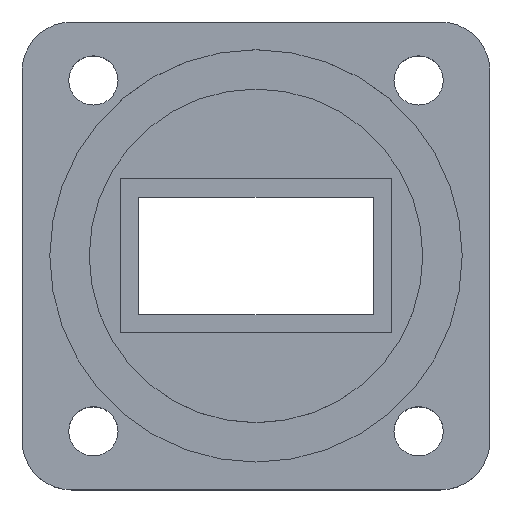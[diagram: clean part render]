
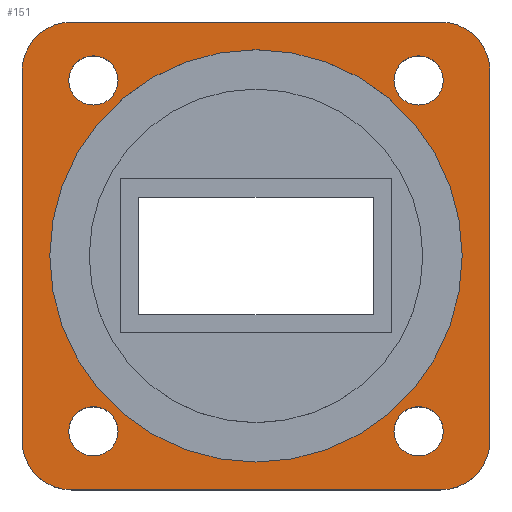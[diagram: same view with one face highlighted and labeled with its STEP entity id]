
A CAD part, top view. The second image highlights one B-rep face of the part: STEP entity #151.
In plain terms, the highlighted planar face has unit normal (0, 0, 1).
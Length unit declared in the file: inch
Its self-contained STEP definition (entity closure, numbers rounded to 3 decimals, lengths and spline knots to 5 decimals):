
#2 = CARTESIAN_POINT ( 'NONE',  ( -0.52008, 0.56102, 0. ) ) ;
#13 = DIRECTION ( 'NONE',  ( 0., 0., 1. ) ) ;
#20 = CARTESIAN_POINT ( 'NONE',  ( 0.59882, 0.56102, 0. ) ) ;
#23 = ORIENTED_EDGE ( 'NONE', *, *, #744, .T. ) ;
#24 = DIRECTION ( 'NONE',  ( 0., 0., 1. ) ) ;
#35 = ORIENTED_EDGE ( 'NONE', *, *, #548, .F. ) ;
#45 = LINE ( 'NONE', #178, #343 ) ;
#50 = AXIS2_PLACEMENT_3D ( 'NONE', #2, #333, #632 ) ;
#52 = ORIENTED_EDGE ( 'NONE', *, *, #490, .T. ) ;
#60 = VERTEX_POINT ( 'NONE', #537 ) ;
#69 = CARTESIAN_POINT ( 'NONE',  ( -0.44134, 0.56102, 0. ) ) ;
#72 = DIRECTION ( 'NONE',  ( -1., 0., 0. ) ) ;
#80 = VERTEX_POINT ( 'NONE', #264 ) ;
#86 = CARTESIAN_POINT ( 'NONE',  ( 0.74803, -0.59055, 0. ) ) ;
#99 = ORIENTED_EDGE ( 'NONE', *, *, #195, .F. ) ;
#106 = CIRCLE ( 'NONE', #543, 0.15748 ) ;
#116 = CARTESIAN_POINT ( 'NONE',  ( 0.52008, -0.56102, 0. ) ) ;
#118 = DIRECTION ( 'NONE',  ( 0., 0., 1. ) ) ;
#119 = EDGE_CURVE ( 'NONE', #621, #266, #721, .T. ) ;
#122 = EDGE_LOOP ( 'NONE', ( #99 ) ) ;
#126 = DIRECTION ( 'NONE',  ( -1., 0., 0. ) ) ;
#129 = CARTESIAN_POINT ( 'NONE',  ( -0.59055, 0.74803, 0. ) ) ;
#132 = DIRECTION ( 'NONE',  ( -1., 0., 0. ) ) ;
#134 = CARTESIAN_POINT ( 'NONE',  ( -0.74803, -0.74803, 0. ) ) ;
#135 = EDGE_CURVE ( 'NONE', #266, #732, #106, .T. ) ;
#136 = VERTEX_POINT ( 'NONE', #326 ) ;
#147 = CIRCLE ( 'NONE', #221, 0.07874 ) ;
#151 = ADVANCED_FACE ( 'NONE', ( #236, #289, #648, #172, #777, #300 ), #364, .F. ) ;
#170 = ORIENTED_EDGE ( 'NONE', *, *, #560, .T. ) ;
#172 = FACE_BOUND ( 'NONE', #122, .T. ) ;
#173 = CARTESIAN_POINT ( 'NONE',  ( -0.52008, -0.56102, 0. ) ) ;
#178 = CARTESIAN_POINT ( 'NONE',  ( 0.74803, -0.74803, 0. ) ) ;
#186 = LINE ( 'NONE', #658, #736 ) ;
#188 = DIRECTION ( 'NONE',  ( 0., 0., -1. ) ) ;
#190 = ORIENTED_EDGE ( 'NONE', *, *, #135, .T. ) ;
#194 = ORIENTED_EDGE ( 'NONE', *, *, #374, .T. ) ;
#195 = EDGE_CURVE ( 'NONE', #202, #202, #476, .T. ) ;
#202 = VERTEX_POINT ( 'NONE', #20 ) ;
#207 = EDGE_CURVE ( 'NONE', #60, #569, #544, .T. ) ;
#219 = VERTEX_POINT ( 'NONE', #129 ) ;
#221 = AXIS2_PLACEMENT_3D ( 'NONE', #116, #351, #531 ) ;
#236 = FACE_BOUND ( 'NONE', #752, .T. ) ;
#242 = CARTESIAN_POINT ( 'NONE',  ( 0., 0., 0. ) ) ;
#259 = CIRCLE ( 'NONE', #50, 0.07874 ) ;
#263 = VERTEX_POINT ( 'NONE', #559 ) ;
#264 = CARTESIAN_POINT ( 'NONE',  ( -0.44134, -0.56102, 0. ) ) ;
#266 = VERTEX_POINT ( 'NONE', #729 ) ;
#277 = AXIS2_PLACEMENT_3D ( 'NONE', #599, #478, #652 ) ;
#279 = EDGE_CURVE ( 'NONE', #732, #60, #614, .T. ) ;
#281 = AXIS2_PLACEMENT_3D ( 'NONE', #624, #24, #564 ) ;
#285 = CARTESIAN_POINT ( 'NONE',  ( -0.59055, 0.59055, 0. ) ) ;
#289 = FACE_BOUND ( 'NONE', #719, .T. ) ;
#300 = FACE_OUTER_BOUND ( 'NONE', #331, .T. ) ;
#304 = DIRECTION ( 'NONE',  ( -1., 0., 0. ) ) ;
#311 = EDGE_LOOP ( 'NONE', ( #448 ) ) ;
#318 = CARTESIAN_POINT ( 'NONE',  ( 0.65945, 0., 0. ) ) ;
#322 = AXIS2_PLACEMENT_3D ( 'NONE', #285, #13, #72 ) ;
#323 = CIRCLE ( 'NONE', #356, 0.07874 ) ;
#326 = CARTESIAN_POINT ( 'NONE',  ( 0.59882, -0.56102, 0. ) ) ;
#330 = DIRECTION ( 'NONE',  ( 0., 0., 1. ) ) ;
#331 = EDGE_LOOP ( 'NONE', ( #52, #23, #749, #190, #516, #485, #194, #170 ) ) ;
#333 = DIRECTION ( 'NONE',  ( 0., 0., 1. ) ) ;
#336 = VERTEX_POINT ( 'NONE', #555 ) ;
#342 = ORIENTED_EDGE ( 'NONE', *, *, #638, .F. ) ;
#343 = VECTOR ( 'NONE', #776, 39.37008 ) ;
#347 = CARTESIAN_POINT ( 'NONE',  ( -0.59055, -0.59055, 0. ) ) ;
#350 = CARTESIAN_POINT ( 'NONE',  ( 0.59055, -0.59055, 0. ) ) ;
#351 = DIRECTION ( 'NONE',  ( 0., 0., 1. ) ) ;
#354 = DIRECTION ( 'NONE',  ( -1., 0., 0. ) ) ;
#356 = AXIS2_PLACEMENT_3D ( 'NONE', #173, #597, #412 ) ;
#364 = PLANE ( 'NONE',  #540 ) ;
#374 = EDGE_CURVE ( 'NONE', #569, #263, #45, .T. ) ;
#381 = AXIS2_PLACEMENT_3D ( 'NONE', #695, #330, #501 ) ;
#382 = VERTEX_POINT ( 'NONE', #69 ) ;
#383 = CIRCLE ( 'NONE', #322, 0.15748 ) ;
#384 = VECTOR ( 'NONE', #498, 39.37008 ) ;
#412 = DIRECTION ( 'NONE',  ( 1., 0., 0. ) ) ;
#415 = CARTESIAN_POINT ( 'NONE',  ( -0.59055, -0.74803, 0. ) ) ;
#434 = VERTEX_POINT ( 'NONE', #318 ) ;
#439 = VECTOR ( 'NONE', #529, 39.37008 ) ;
#441 = CIRCLE ( 'NONE', #381, 0.15748 ) ;
#448 = ORIENTED_EDGE ( 'NONE', *, *, #526, .F. ) ;
#472 = CARTESIAN_POINT ( 'NONE',  ( -0.74803, -0.74803, 0. ) ) ;
#476 = CIRCLE ( 'NONE', #277, 0.07874 ) ;
#478 = DIRECTION ( 'NONE',  ( 0., 0., 1. ) ) ;
#485 = ORIENTED_EDGE ( 'NONE', *, *, #207, .T. ) ;
#490 = EDGE_CURVE ( 'NONE', #336, #219, #186, .T. ) ;
#498 = DIRECTION ( 'NONE',  ( 1., 0., 0. ) ) ;
#501 = DIRECTION ( 'NONE',  ( -1., 0., 0. ) ) ;
#506 = EDGE_CURVE ( 'NONE', #80, #80, #323, .T. ) ;
#516 = ORIENTED_EDGE ( 'NONE', *, *, #279, .T. ) ;
#526 = EDGE_CURVE ( 'NONE', #136, #136, #147, .T. ) ;
#529 = DIRECTION ( 'NONE',  ( 0., -1., 0. ) ) ;
#531 = DIRECTION ( 'NONE',  ( 1., 0., 0. ) ) ;
#537 = CARTESIAN_POINT ( 'NONE',  ( 0.59055, -0.74803, 0. ) ) ;
#540 = AXIS2_PLACEMENT_3D ( 'NONE', #242, #188, #126 ) ;
#543 = AXIS2_PLACEMENT_3D ( 'NONE', #347, #771, #304 ) ;
#544 = CIRCLE ( 'NONE', #642, 0.15748 ) ;
#548 = EDGE_CURVE ( 'NONE', #382, #382, #259, .T. ) ;
#555 = CARTESIAN_POINT ( 'NONE',  ( 0.59055, 0.74803, 0. ) ) ;
#559 = CARTESIAN_POINT ( 'NONE',  ( 0.74803, 0.59055, 0. ) ) ;
#560 = EDGE_CURVE ( 'NONE', #263, #336, #441, .T. ) ;
#564 = DIRECTION ( 'NONE',  ( 1., 0., 0. ) ) ;
#569 = VERTEX_POINT ( 'NONE', #86 ) ;
#573 = ORIENTED_EDGE ( 'NONE', *, *, #506, .F. ) ;
#593 = EDGE_LOOP ( 'NONE', ( #35 ) ) ;
#597 = DIRECTION ( 'NONE',  ( 0., 0., 1. ) ) ;
#599 = CARTESIAN_POINT ( 'NONE',  ( 0.52008, 0.56102, 0. ) ) ;
#614 = LINE ( 'NONE', #134, #384 ) ;
#618 = CIRCLE ( 'NONE', #281, 0.65945 ) ;
#621 = VERTEX_POINT ( 'NONE', #750 ) ;
#624 = CARTESIAN_POINT ( 'NONE',  ( 0., 0., 0. ) ) ;
#632 = DIRECTION ( 'NONE',  ( 1., 0., 0. ) ) ;
#638 = EDGE_CURVE ( 'NONE', #434, #434, #618, .T. ) ;
#642 = AXIS2_PLACEMENT_3D ( 'NONE', #350, #118, #354 ) ;
#648 = FACE_BOUND ( 'NONE', #311, .T. ) ;
#652 = DIRECTION ( 'NONE',  ( 1., 0., 0. ) ) ;
#658 = CARTESIAN_POINT ( 'NONE',  ( -0.74803, 0.74803, 0. ) ) ;
#695 = CARTESIAN_POINT ( 'NONE',  ( 0.59055, 0.59055, 0. ) ) ;
#719 = EDGE_LOOP ( 'NONE', ( #573 ) ) ;
#721 = LINE ( 'NONE', #472, #439 ) ;
#729 = CARTESIAN_POINT ( 'NONE',  ( -0.74803, -0.59055, 0. ) ) ;
#732 = VERTEX_POINT ( 'NONE', #415 ) ;
#736 = VECTOR ( 'NONE', #132, 39.37008 ) ;
#744 = EDGE_CURVE ( 'NONE', #219, #621, #383, .T. ) ;
#749 = ORIENTED_EDGE ( 'NONE', *, *, #119, .T. ) ;
#750 = CARTESIAN_POINT ( 'NONE',  ( -0.74803, 0.59055, 0. ) ) ;
#752 = EDGE_LOOP ( 'NONE', ( #342 ) ) ;
#771 = DIRECTION ( 'NONE',  ( 0., 0., 1. ) ) ;
#776 = DIRECTION ( 'NONE',  ( 0., 1., 0. ) ) ;
#777 = FACE_BOUND ( 'NONE', #593, .T. ) ;
